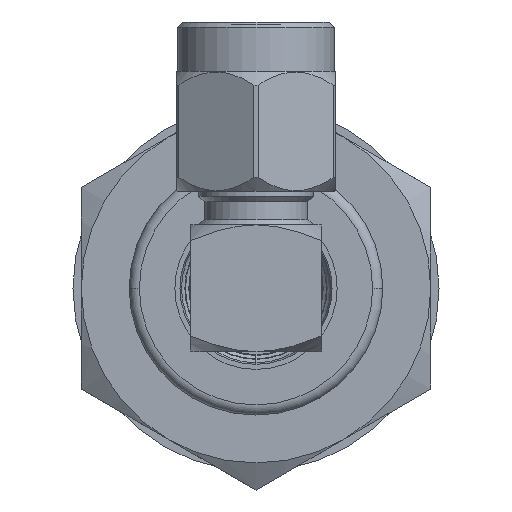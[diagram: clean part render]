
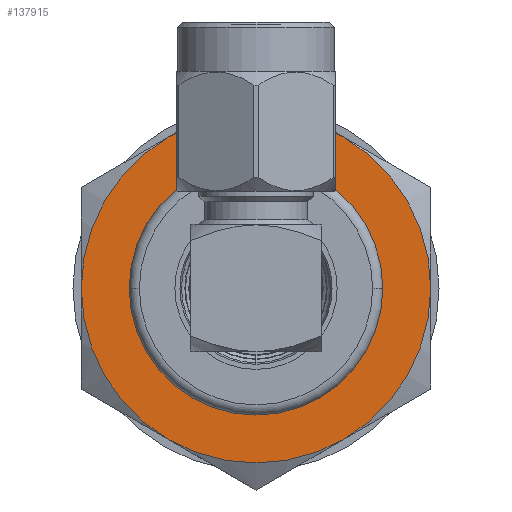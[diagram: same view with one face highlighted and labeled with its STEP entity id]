
A CAD part, left-side view. The second image highlights one B-rep face of the part: STEP entity #137915.
In plain terms, the highlighted face is planar.
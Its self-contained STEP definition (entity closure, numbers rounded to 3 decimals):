
#127 = ORIENTED_EDGE ( 'NONE', *, *, #57344, .T. ) ;
#146 = DIRECTION ( 'NONE',  ( 0., 1., 0. ) ) ;
#150 = DIRECTION ( 'NONE',  ( 1., 0., 0. ) ) ;
#831 = VERTEX_POINT ( 'NONE', #18200 ) ;
#3618 = EDGE_CURVE ( 'NONE', #54988, #831, #13579, .T. ) ;
#9882 = DIRECTION ( 'NONE',  ( 0., 1., 0. ) ) ;
#13579 = CIRCLE ( 'NONE', #104584, 6.35 ) ;
#14581 = AXIS2_PLACEMENT_3D ( 'NONE', #119336, #81808, #156066 ) ;
#15485 = DIRECTION ( 'NONE',  ( 0., 1., 0. ) ) ;
#18200 = CARTESIAN_POINT ( 'NONE',  ( 22.23, 6.35, 0. ) ) ;
#18575 = AXIS2_PLACEMENT_3D ( 'NONE', #84857, #157531, #146 ) ;
#23785 = DIRECTION ( 'NONE',  ( 1., 0., 0. ) ) ;
#29532 = FACE_OUTER_BOUND ( 'NONE', #37870, .T. ) ;
#31513 = VERTEX_POINT ( 'NONE', #73497 ) ;
#32770 = AXIS2_PLACEMENT_3D ( 'NONE', #36797, #23785, #73488 ) ;
#33578 = EDGE_CURVE ( 'NONE', #40463, #58002, #152369, .T. ) ;
#33587 = CIRCLE ( 'NONE', #70027, 8.75 ) ;
#36797 = CARTESIAN_POINT ( 'NONE',  ( 22.23, 0., 0. ) ) ;
#37870 = EDGE_LOOP ( 'NONE', ( #101386, #159802, #152579, #145441, #151060, #82404, #127 ) ) ;
#37973 = DIRECTION ( 'NONE',  ( 0., 1., 0. ) ) ;
#38194 = EDGE_CURVE ( 'NONE', #40476, #115106, #108284, .T. ) ;
#38944 = DIRECTION ( 'NONE',  ( 1., 0., 0. ) ) ;
#40133 = EDGE_CURVE ( 'NONE', #831, #54988, #82228, .T. ) ;
#40463 = VERTEX_POINT ( 'NONE', #52181 ) ;
#40476 = VERTEX_POINT ( 'NONE', #151637 ) ;
#40599 = CARTESIAN_POINT ( 'NONE',  ( 22.23, 0., 0. ) ) ;
#41944 = CARTESIAN_POINT ( 'NONE',  ( 22.23, 0., -8.75 ) ) ;
#49432 = CARTESIAN_POINT ( 'NONE',  ( 22.23, -6.35, 0. ) ) ;
#51901 = AXIS2_PLACEMENT_3D ( 'NONE', #111804, #150, #135483 ) ;
#52181 = CARTESIAN_POINT ( 'NONE',  ( 22.23, 0., 8.75 ) ) ;
#54988 = VERTEX_POINT ( 'NONE', #49432 ) ;
#57344 = EDGE_CURVE ( 'NONE', #115106, #31513, #77815, .T. ) ;
#58002 = VERTEX_POINT ( 'NONE', #107644 ) ;
#58640 = PLANE ( 'NONE',  #139346 ) ;
#60566 = ORIENTED_EDGE ( 'NONE', *, *, #3618, .F. ) ;
#63432 = CARTESIAN_POINT ( 'NONE',  ( 22.23, 0., 0. ) ) ;
#66869 = EDGE_CURVE ( 'NONE', #31513, #111034, #147942, .T. ) ;
#68573 = CARTESIAN_POINT ( 'NONE',  ( 22.23, 0., 0. ) ) ;
#68969 = AXIS2_PLACEMENT_3D ( 'NONE', #68573, #71765, #9882 ) ;
#70027 = AXIS2_PLACEMENT_3D ( 'NONE', #108106, #161168, #37973 ) ;
#71765 = DIRECTION ( 'NONE',  ( 1., 0., 0. ) ) ;
#73253 = CIRCLE ( 'NONE', #18575, 8.75 ) ;
#73488 = DIRECTION ( 'NONE',  ( 0., 1., 0. ) ) ;
#73497 = CARTESIAN_POINT ( 'NONE',  ( 22.23, 7.578, -4.375 ) ) ;
#75251 = CARTESIAN_POINT ( 'NONE',  ( 22.23, 8.75, 0. ) ) ;
#77815 = CIRCLE ( 'NONE', #51901, 8.75 ) ;
#81808 = DIRECTION ( 'NONE',  ( 1., 0., 0. ) ) ;
#82228 = CIRCLE ( 'NONE', #32770, 6.35 ) ;
#82404 = ORIENTED_EDGE ( 'NONE', *, *, #38194, .T. ) ;
#83027 = DIRECTION ( 'NONE',  ( 1., 0., 0. ) ) ;
#84068 = EDGE_CURVE ( 'NONE', #139148, #40463, #33587, .T. ) ;
#84857 = CARTESIAN_POINT ( 'NONE',  ( 22.23, 0., 0. ) ) ;
#90176 = CIRCLE ( 'NONE', #147579, 8.75 ) ;
#98334 = AXIS2_PLACEMENT_3D ( 'NONE', #63432, #38944, #138443 ) ;
#99408 = EDGE_CURVE ( 'NONE', #111034, #139148, #73253, .T. ) ;
#101386 = ORIENTED_EDGE ( 'NONE', *, *, #66869, .T. ) ;
#101629 = ORIENTED_EDGE ( 'NONE', *, *, #40133, .F. ) ;
#104584 = AXIS2_PLACEMENT_3D ( 'NONE', #150848, #140207, #15485 ) ;
#107644 = CARTESIAN_POINT ( 'NONE',  ( 22.23, -7.578, 4.375 ) ) ;
#108106 = CARTESIAN_POINT ( 'NONE',  ( 22.23, 0., 0. ) ) ;
#108284 = CIRCLE ( 'NONE', #14581, 8.75 ) ;
#111034 = VERTEX_POINT ( 'NONE', #75251 ) ;
#111804 = CARTESIAN_POINT ( 'NONE',  ( 22.23, 0., 0. ) ) ;
#115106 = VERTEX_POINT ( 'NONE', #41944 ) ;
#117215 = DIRECTION ( 'NONE',  ( 1., 0., 0. ) ) ;
#119336 = CARTESIAN_POINT ( 'NONE',  ( 22.23, 0., 0. ) ) ;
#129024 = FACE_BOUND ( 'NONE', #142839, .T. ) ;
#132047 = DIRECTION ( 'NONE',  ( 0., -1., 0. ) ) ;
#135483 = DIRECTION ( 'NONE',  ( 0., 1., 0. ) ) ;
#137915 = ADVANCED_FACE ( 'NONE', ( #29532, #129024 ), #58640, .T. ) ;
#138443 = DIRECTION ( 'NONE',  ( 0., 1., 0. ) ) ;
#139148 = VERTEX_POINT ( 'NONE', #149028 ) ;
#139346 = AXIS2_PLACEMENT_3D ( 'NONE', #158914, #83027, #132047 ) ;
#140207 = DIRECTION ( 'NONE',  ( 1., 0., 0. ) ) ;
#141689 = DIRECTION ( 'NONE',  ( 0., 1., 0. ) ) ;
#142839 = EDGE_LOOP ( 'NONE', ( #60566, #101629 ) ) ;
#145441 = ORIENTED_EDGE ( 'NONE', *, *, #33578, .T. ) ;
#147579 = AXIS2_PLACEMENT_3D ( 'NONE', #40599, #117215, #141689 ) ;
#147942 = CIRCLE ( 'NONE', #98334, 8.75 ) ;
#149028 = CARTESIAN_POINT ( 'NONE',  ( 22.23, 7.578, 4.375 ) ) ;
#150848 = CARTESIAN_POINT ( 'NONE',  ( 22.23, 0., 0. ) ) ;
#151060 = ORIENTED_EDGE ( 'NONE', *, *, #157066, .T. ) ;
#151637 = CARTESIAN_POINT ( 'NONE',  ( 22.23, -7.578, -4.375 ) ) ;
#152369 = CIRCLE ( 'NONE', #68969, 8.75 ) ;
#152579 = ORIENTED_EDGE ( 'NONE', *, *, #84068, .T. ) ;
#156066 = DIRECTION ( 'NONE',  ( 0., 1., 0. ) ) ;
#157066 = EDGE_CURVE ( 'NONE', #58002, #40476, #90176, .T. ) ;
#157531 = DIRECTION ( 'NONE',  ( 1., 0., 0. ) ) ;
#158914 = CARTESIAN_POINT ( 'NONE',  ( 22.23, 8.641, 0. ) ) ;
#159802 = ORIENTED_EDGE ( 'NONE', *, *, #99408, .T. ) ;
#161168 = DIRECTION ( 'NONE',  ( 1., 0., 0. ) ) ;
